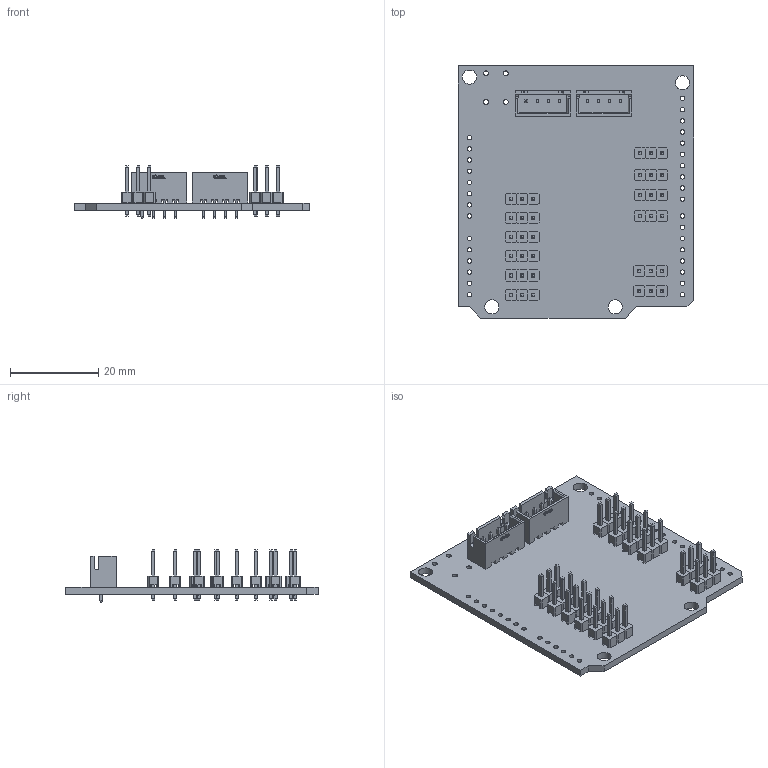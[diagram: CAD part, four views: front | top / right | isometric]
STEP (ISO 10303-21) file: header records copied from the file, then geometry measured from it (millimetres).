
FILE_DESCRIPTION(('STEP AP242'), '1');
FILE_NAME('Frob_shield', '', ('UNSPECIFIED'), ('UNSPECIFIED'), 'C3D Converter', 'C3D Toolkit', '');
FILE_SCHEMA(('AP242_MANAGED_MODEL_BASED_3D_ENGINEERING_MIM_LF { 1 0 10303 442 1 1 4 }'));
Length unit declared in the file: millimetre
Products named in the file (22): PCBModel; TopTrack; BottomTrack; Board; MNzM-J6; HDR-M-2.54_1X3; COMPOUND; MNzM-J3; MNzM-J4; MNzM-J1; MNzM-J2; MNzM-J7; MNzM-J8; MNzM-J9; MNzM-J10; MNzM-J11; MNzM-J12; MNzM-J5; MNzM-U3; CONN-TH_4P-P2.50_HX-2.54MM-4P-ZZ-MS; SOLID; MNzM-U2
Assembly tree (33 placements, depth 4):
  PCBModel
    TopTrack
    BottomTrack
    Board
    MNzM-J6
      HDR-M-2.54_1X3
        COMPOUND
    MNzM-J3
      HDR-M-2.54_1X3
        COMPOUND
    MNzM-J4
      HDR-M-2.54_1X3
        COMPOUND
    MNzM-J1
      HDR-M-2.54_1X3
        COMPOUND
    MNzM-J2
      HDR-M-2.54_1X3
        COMPOUND
    MNzM-J7
      HDR-M-2.54_1X3
        COMPOUND
    MNzM-J8
      HDR-M-2.54_1X3
        COMPOUND
    MNzM-J9
      HDR-M-2.54_1X3
        COMPOUND
    MNzM-J10
      HDR-M-2.54_1X3
        COMPOUND
    MNzM-J11
      HDR-M-2.54_1X3
        COMPOUND
    MNzM-J12
      HDR-M-2.54_1X3
        COMPOUND
    MNzM-J5
      HDR-M-2.54_1X3
        COMPOUND
    MNzM-U3
      CONN-TH_4P-P2.50_HX-2.54MM-4P-ZZ-MS
        SOLID
    MNzM-U2
      CONN-TH_4P-P2.50_HX-2.54MM-4P-ZZ-MS
        SOLID
Bounding box: 53.31 x 57.12 x 12 mm (x, y, z)
Volume: 5847.2 mm3; surface area: 10155.9 mm2
Topology: 39 solids, 39 shells, 4085 faces, 10531 edges, 6902 vertices
Faces by surface type: plane 3293, bspline 700, cylinder 92
Full cylindrical faces by diameter (mm): 0.889 x36, 0.9 x8, 1.016 x32, 1.1 x4, 3.2 x4
Entity records: 37826 total; most frequent: CARTESIAN_POINT 13328, ORIENTED_EDGE 3682, DIRECTION 2971, EDGE_CURVE 1841, LINE 1381, VECTOR 1381, VERTEX_POINT 1264, EDGE_LOOP 1031
